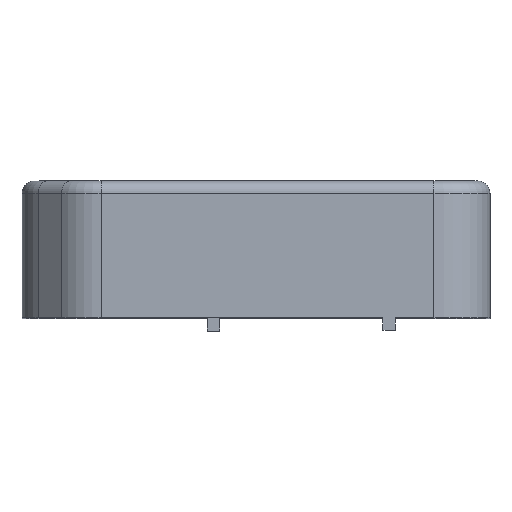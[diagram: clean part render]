
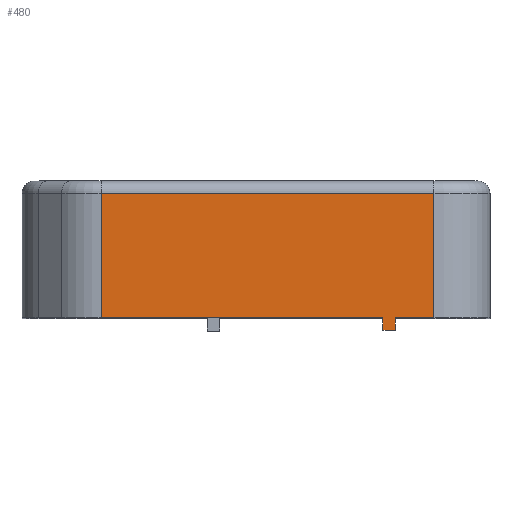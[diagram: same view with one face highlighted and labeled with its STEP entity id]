
A CAD part, top view. The second image highlights one B-rep face of the part: STEP entity #480.
In plain terms, the highlighted planar face has unit normal (0, 0, 1).
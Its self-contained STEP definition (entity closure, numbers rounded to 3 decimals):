
#19 = LINE ( 'NONE', #2897, #991 ) ;
#44 = ORIENTED_EDGE ( 'NONE', *, *, #761, .T. ) ;
#87 = VECTOR ( 'NONE', #2581, 1000. ) ;
#158 = CARTESIAN_POINT ( 'NONE',  ( -12.436, -1., 19.2 ) ) ;
#171 = VERTEX_POINT ( 'NONE', #1313 ) ;
#173 = PLANE ( 'NONE',  #1656 ) ;
#196 = DIRECTION ( 'NONE',  ( 0., -1., 0. ) ) ;
#210 = CARTESIAN_POINT ( 'NONE',  ( 11.2, -12., 19.2 ) ) ;
#220 = VERTEX_POINT ( 'NONE', #1973 ) ;
#223 = CARTESIAN_POINT ( 'NONE',  ( 11.2, -11., 19.2 ) ) ;
#252 = VECTOR ( 'NONE', #1389, 1000. ) ;
#306 = CARTESIAN_POINT ( 'NONE',  ( -12.436, -11., 19.2 ) ) ;
#342 = CARTESIAN_POINT ( 'NONE',  ( 10.2, -11., 19.2 ) ) ;
#357 = VECTOR ( 'NONE', #2381, 1000. ) ;
#376 = DIRECTION ( 'NONE',  ( 0., -1., 0. ) ) ;
#480 = ADVANCED_FACE ( 'NONE', ( #1671 ), #173, .T. ) ;
#536 = LINE ( 'NONE', #624, #2251 ) ;
#583 = CARTESIAN_POINT ( 'NONE',  ( 10.2, -12., 19.2 ) ) ;
#604 = VERTEX_POINT ( 'NONE', #342 ) ;
#624 = CARTESIAN_POINT ( 'NONE',  ( -12.436, 0., 19.2 ) ) ;
#636 = ORIENTED_EDGE ( 'NONE', *, *, #1471, .F. ) ;
#670 = DIRECTION ( 'NONE',  ( 0., 1., 0. ) ) ;
#703 = EDGE_CURVE ( 'NONE', #171, #2049, #1757, .T. ) ;
#711 = LINE ( 'NONE', #583, #357 ) ;
#755 = ORIENTED_EDGE ( 'NONE', *, *, #703, .F. ) ;
#761 = EDGE_CURVE ( 'NONE', #2372, #2049, #2852, .T. ) ;
#787 = CARTESIAN_POINT ( 'NONE',  ( 11.2, -12., 19.2 ) ) ;
#991 = VECTOR ( 'NONE', #670, 1000. ) ;
#1029 = CARTESIAN_POINT ( 'NONE',  ( 14.3, -11., 19.2 ) ) ;
#1087 = CARTESIAN_POINT ( 'NONE',  ( -12.436, -11., 19.2 ) ) ;
#1093 = LINE ( 'NONE', #158, #2880 ) ;
#1174 = VECTOR ( 'NONE', #2299, 1000. ) ;
#1239 = LINE ( 'NONE', #787, #87 ) ;
#1262 = DIRECTION ( 'NONE',  ( 1., 0., 0. ) ) ;
#1265 = CARTESIAN_POINT ( 'NONE',  ( 10.2, -12., 19.2 ) ) ;
#1297 = ORIENTED_EDGE ( 'NONE', *, *, #1947, .T. ) ;
#1300 = DIRECTION ( 'NONE',  ( 1., 0., 0. ) ) ;
#1313 = CARTESIAN_POINT ( 'NONE',  ( 14.3, -1., 19.2 ) ) ;
#1322 = ORIENTED_EDGE ( 'NONE', *, *, #2413, .T. ) ;
#1326 = CARTESIAN_POINT ( 'NONE',  ( 14.3, 0., 19.2 ) ) ;
#1337 = EDGE_LOOP ( 'NONE', ( #1297, #1876, #2083, #1322, #44, #755, #636, #2071 ) ) ;
#1389 = DIRECTION ( 'NONE',  ( 1., 0., 0. ) ) ;
#1422 = EDGE_CURVE ( 'NONE', #1644, #604, #711, .T. ) ;
#1471 = EDGE_CURVE ( 'NONE', #220, #171, #1093, .T. ) ;
#1644 = VERTEX_POINT ( 'NONE', #1265 ) ;
#1656 = AXIS2_PLACEMENT_3D ( 'NONE', #2408, #2421, #1300 ) ;
#1671 = FACE_OUTER_BOUND ( 'NONE', #1337, .T. ) ;
#1676 = EDGE_CURVE ( 'NONE', #220, #2252, #536, .T. ) ;
#1702 = VERTEX_POINT ( 'NONE', #210 ) ;
#1757 = LINE ( 'NONE', #1326, #2479 ) ;
#1876 = ORIENTED_EDGE ( 'NONE', *, *, #1422, .F. ) ;
#1947 = EDGE_CURVE ( 'NONE', #2252, #604, #2725, .T. ) ;
#1973 = CARTESIAN_POINT ( 'NONE',  ( -12.436, -1., 19.2 ) ) ;
#2049 = VERTEX_POINT ( 'NONE', #1029 ) ;
#2071 = ORIENTED_EDGE ( 'NONE', *, *, #1676, .T. ) ;
#2083 = ORIENTED_EDGE ( 'NONE', *, *, #2558, .F. ) ;
#2251 = VECTOR ( 'NONE', #376, 1000. ) ;
#2252 = VERTEX_POINT ( 'NONE', #1087 ) ;
#2299 = DIRECTION ( 'NONE',  ( 1., 0., 0. ) ) ;
#2372 = VERTEX_POINT ( 'NONE', #223 ) ;
#2381 = DIRECTION ( 'NONE',  ( 0., 1., 0. ) ) ;
#2408 = CARTESIAN_POINT ( 'NONE',  ( -12.436, 0., 19.2 ) ) ;
#2413 = EDGE_CURVE ( 'NONE', #1702, #2372, #19, .T. ) ;
#2421 = DIRECTION ( 'NONE',  ( 0., 0., 1. ) ) ;
#2466 = CARTESIAN_POINT ( 'NONE',  ( -12.436, -11., 19.2 ) ) ;
#2479 = VECTOR ( 'NONE', #196, 1000. ) ;
#2558 = EDGE_CURVE ( 'NONE', #1702, #1644, #1239, .T. ) ;
#2581 = DIRECTION ( 'NONE',  ( -1., 0., 0. ) ) ;
#2725 = LINE ( 'NONE', #306, #252 ) ;
#2852 = LINE ( 'NONE', #2466, #1174 ) ;
#2880 = VECTOR ( 'NONE', #1262, 1000. ) ;
#2897 = CARTESIAN_POINT ( 'NONE',  ( 11.2, -12., 19.2 ) ) ;
